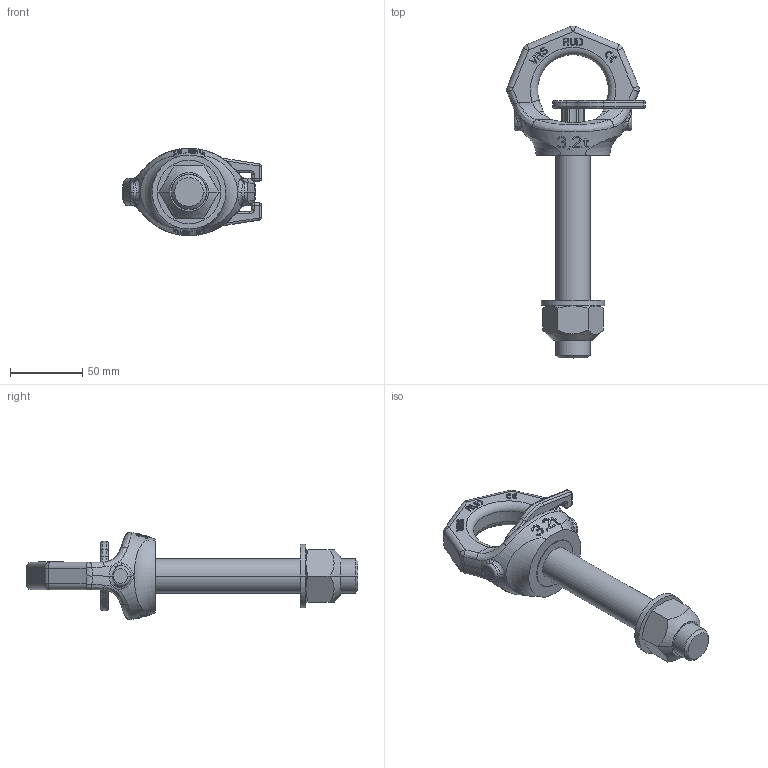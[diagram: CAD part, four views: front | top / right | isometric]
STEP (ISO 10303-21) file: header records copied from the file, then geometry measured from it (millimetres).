
FILE_DESCRIPTION((''),'2;1');
FILE_NAME('001-M33721-P-5_ASM','2018-08-21T',('Andreas.Wendler'),(''),'PRO/ENGINEER BY PARAMETRIC TECHNOLOGY CORPORATION, 2011490','PRO/ENGINEER BY PARAMETRIC TECHNOLOGY CORPORATION, 2011490','');
FILE_SCHEMA(('CONFIG_CONTROL_DESIGN'));
Length unit declared in the file: millimetre
Products named in the file (6): 001-M35309-P-1; 001-M35106-P-2; 001-M33194-P-1; 001-M31624-V06; 001-M31328-V06; 001-M33721-P-5_ASM
Assembly tree (5 placements, depth 2):
  001-M33721-P-5_ASM
    001-M35309-P-1
    001-M35106-P-2
    001-M33194-P-1
    001-M31624-V06
    001-M31328-V06
Bounding box: 95.86 x 229.52 x 60.43 mm (x, y, z)
Volume: 208832.8 mm3; surface area: 51320.3 mm2
Topology: 5 solids, 5 shells, 759 faces, 2026 edges, 1307 vertices
Faces by surface type: plane 555, cylinder 82, bspline 68, torus 28, cone 14, sphere 12
Entity records: 28744 total; most frequent: CARTESIAN_POINT 10879, ORIENTED_EDGE 4052, DIRECTION 3113, EDGE_CURVE 2026, VERTEX_POINT 1307, VECTOR 1195, LINE 1195, AXIS2_PLACEMENT_3D 959
